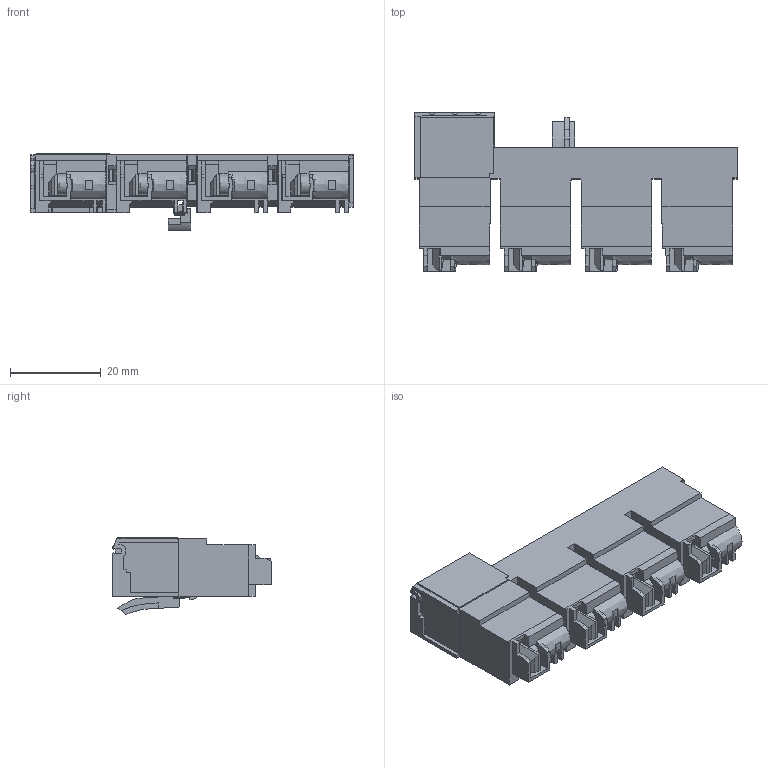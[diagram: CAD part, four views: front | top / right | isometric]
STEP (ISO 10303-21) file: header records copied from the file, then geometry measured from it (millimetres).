
FILE_DESCRIPTION(('Creo Elements/Direct Modeling STEP Export'),'2;1');
FILE_NAME('model.stp','2024-08-28T 9:30:11',(''),(''),'Creo Elements/Direct Modeling STEP processor for AP214 (Solid Model)','Creo Elements/Direct Modeling 20.1D 10-Oct-2020 (C) Parametric Technology GmbH','');
FILE_SCHEMA(('AUTOMOTIVE_DESIGN { 1 0 10303 214 1 1 1 1 }'));
Length unit declared in the file: millimetre
Products named in the file (2): SPP_R_4-SELECT
Assembly tree (1 placements, depth 2):
  SPP_R_4-SELECT
    SPP_R_4-SELECT
Bounding box: 71 x 34.87 x 16.96 mm (x, y, z)
Volume: 17801.4 mm3; surface area: 9696.7 mm2
Topology: 1 solids, 1 shells, 781 faces, 2207 edges, 1432 vertices
Faces by surface type: plane 629, cylinder 82, bspline 54, extrusion 16
Entity records: 32122 total; most frequent: CARTESIAN_POINT 10779, ORIENTED_EDGE 4414, DIRECTION 3256, EDGE_CURVE 2207, VECTOR 1728, LINE 1709, VERTEX_POINT 1432, EDGE_LOOP 793
